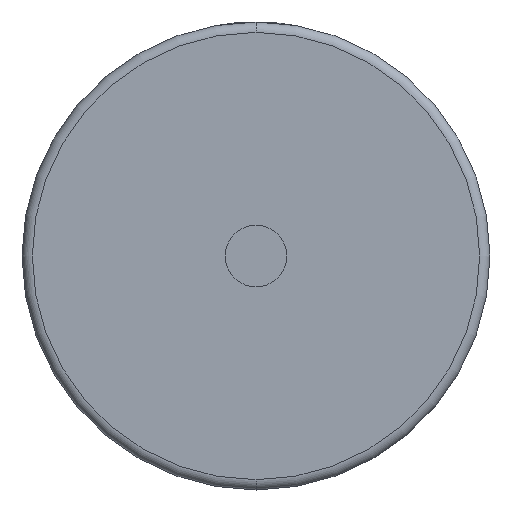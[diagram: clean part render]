
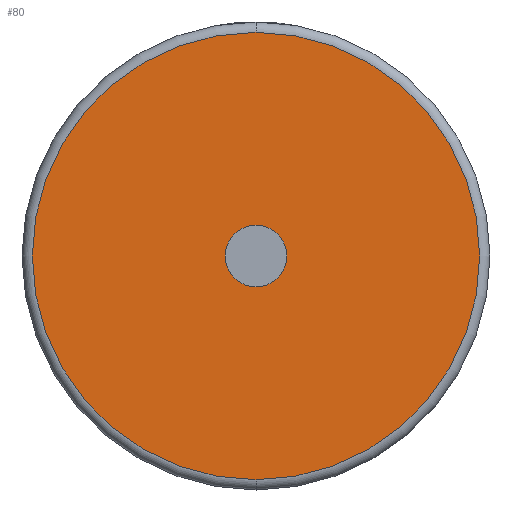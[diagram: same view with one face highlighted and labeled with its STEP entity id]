
A CAD part, front view. The second image highlights one B-rep face of the part: STEP entity #80.
In plain terms, the highlighted planar face has unit normal (0, -1, 0).
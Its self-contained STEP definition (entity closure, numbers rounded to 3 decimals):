
#1 = DIRECTION ( 'NONE',  ( 0., -1., 0. ) ) ;
#80 = ADVANCED_FACE ( 'NONE', ( #2926, #3501 ), #928, .F. ) ;
#156 = CIRCLE ( 'NONE', #2514, 43.5 ) ;
#194 = AXIS2_PLACEMENT_3D ( 'NONE', #3149, #1, #2315 ) ;
#216 = CARTESIAN_POINT ( 'NONE',  ( 0., 0., 43.5 ) ) ;
#306 = DIRECTION ( 'NONE',  ( 0., 0., 1. ) ) ;
#437 = CIRCLE ( 'NONE', #194, 6. ) ;
#659 = CARTESIAN_POINT ( 'NONE',  ( 0., 0., 0. ) ) ;
#794 = CARTESIAN_POINT ( 'NONE',  ( 0., 0., 0. ) ) ;
#802 = CARTESIAN_POINT ( 'NONE',  ( 0., 0., 0. ) ) ;
#842 = VERTEX_POINT ( 'NONE', #3307 ) ;
#924 = VERTEX_POINT ( 'NONE', #2759 ) ;
#928 = PLANE ( 'NONE',  #3522 ) ;
#964 = AXIS2_PLACEMENT_3D ( 'NONE', #2650, #2322, #306 ) ;
#1218 = EDGE_CURVE ( 'NONE', #2598, #2855, #156, .T. ) ;
#1390 = CARTESIAN_POINT ( 'NONE',  ( 0., 0., -43.5 ) ) ;
#1585 = CIRCLE ( 'NONE', #2129, 6. ) ;
#1602 = EDGE_LOOP ( 'NONE', ( #2446, #2119 ) ) ;
#1661 = DIRECTION ( 'NONE',  ( 0., -1., 0. ) ) ;
#1723 = ORIENTED_EDGE ( 'NONE', *, *, #1218, .T. ) ;
#1768 = DIRECTION ( 'NONE',  ( 0., -1., 0. ) ) ;
#2031 = DIRECTION ( 'NONE',  ( 0., 0., 1. ) ) ;
#2119 = ORIENTED_EDGE ( 'NONE', *, *, #3660, .F. ) ;
#2129 = AXIS2_PLACEMENT_3D ( 'NONE', #794, #1661, #2911 ) ;
#2315 = DIRECTION ( 'NONE',  ( 0., 0., 1. ) ) ;
#2322 = DIRECTION ( 'NONE',  ( 0., -1., 0. ) ) ;
#2371 = EDGE_CURVE ( 'NONE', #2855, #2598, #3679, .T. ) ;
#2446 = ORIENTED_EDGE ( 'NONE', *, *, #3632, .F. ) ;
#2514 = AXIS2_PLACEMENT_3D ( 'NONE', #659, #1768, #2031 ) ;
#2598 = VERTEX_POINT ( 'NONE', #216 ) ;
#2650 = CARTESIAN_POINT ( 'NONE',  ( 0., 0., 0. ) ) ;
#2759 = CARTESIAN_POINT ( 'NONE',  ( 0., 0., -6. ) ) ;
#2841 = ORIENTED_EDGE ( 'NONE', *, *, #2371, .T. ) ;
#2855 = VERTEX_POINT ( 'NONE', #1390 ) ;
#2911 = DIRECTION ( 'NONE',  ( 0., 0., 1. ) ) ;
#2926 = FACE_OUTER_BOUND ( 'NONE', #3628, .T. ) ;
#3149 = CARTESIAN_POINT ( 'NONE',  ( 0., 0., 0. ) ) ;
#3307 = CARTESIAN_POINT ( 'NONE',  ( 0., 0., 6. ) ) ;
#3343 = DIRECTION ( 'NONE',  ( 0., 0., 1. ) ) ;
#3501 = FACE_BOUND ( 'NONE', #1602, .T. ) ;
#3522 = AXIS2_PLACEMENT_3D ( 'NONE', #802, #3664, #3343 ) ;
#3628 = EDGE_LOOP ( 'NONE', ( #1723, #2841 ) ) ;
#3632 = EDGE_CURVE ( 'NONE', #842, #924, #1585, .T. ) ;
#3660 = EDGE_CURVE ( 'NONE', #924, #842, #437, .T. ) ;
#3664 = DIRECTION ( 'NONE',  ( 0., 1., 0. ) ) ;
#3679 = CIRCLE ( 'NONE', #964, 43.5 ) ;
